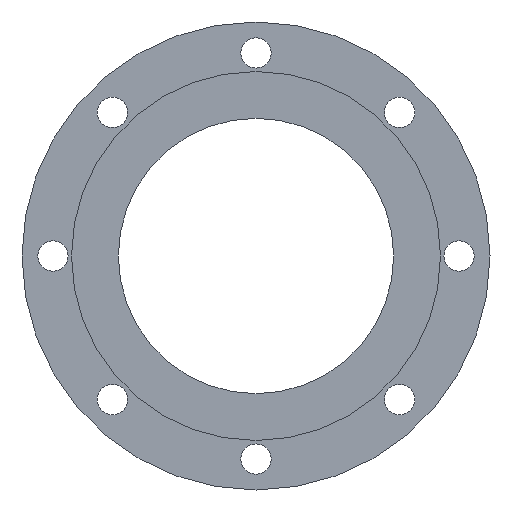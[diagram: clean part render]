
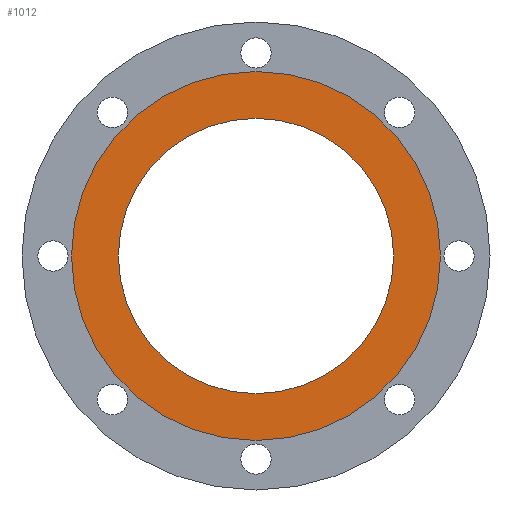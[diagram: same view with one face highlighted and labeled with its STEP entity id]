
A CAD part, front view. The second image highlights one B-rep face of the part: STEP entity #1012.
In plain terms, the highlighted planar face has unit normal (0, -1, 0).
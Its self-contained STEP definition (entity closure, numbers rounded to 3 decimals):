
#57 = VERTEX_POINT ( 'NONE', #879 ) ;
#73 = VERTEX_POINT ( 'NONE', #773 ) ;
#156 = ORIENTED_EDGE ( 'NONE', *, *, #587, .T. ) ;
#186 = DIRECTION ( 'NONE',  ( 0., 0., 1. ) ) ;
#195 = AXIS2_PLACEMENT_3D ( 'NONE', #438, #429, #186 ) ;
#197 = ORIENTED_EDGE ( 'NONE', *, *, #520, .T. ) ;
#299 = CARTESIAN_POINT ( 'NONE',  ( 0., 0., 0. ) ) ;
#316 = PLANE ( 'NONE',  #613 ) ;
#352 = DIRECTION ( 'NONE',  ( 0., 0., 1. ) ) ;
#421 = AXIS2_PLACEMENT_3D ( 'NONE', #1032, #871, #951 ) ;
#429 = DIRECTION ( 'NONE',  ( 0., 1., 0. ) ) ;
#438 = CARTESIAN_POINT ( 'NONE',  ( 0., 0., 0. ) ) ;
#454 = VERTEX_POINT ( 'NONE', #1078 ) ;
#471 = EDGE_CURVE ( 'NONE', #504, #57, #974, .T. ) ;
#504 = VERTEX_POINT ( 'NONE', #648 ) ;
#520 = EDGE_CURVE ( 'NONE', #454, #73, #967, .T. ) ;
#530 = EDGE_LOOP ( 'NONE', ( #736, #889 ) ) ;
#532 = AXIS2_PLACEMENT_3D ( 'NONE', #299, #996, #639 ) ;
#533 = EDGE_CURVE ( 'NONE', #57, #504, #917, .T. ) ;
#536 = CIRCLE ( 'NONE', #1028, 100. ) ;
#587 = EDGE_CURVE ( 'NONE', #73, #454, #536, .T. ) ;
#596 = CARTESIAN_POINT ( 'NONE',  ( 0., 0., 0. ) ) ;
#613 = AXIS2_PLACEMENT_3D ( 'NONE', #929, #743, #655 ) ;
#632 = DIRECTION ( 'NONE',  ( 0., 1., 0. ) ) ;
#639 = DIRECTION ( 'NONE',  ( 0., 0., 1. ) ) ;
#648 = CARTESIAN_POINT ( 'NONE',  ( 0., 0., 134. ) ) ;
#655 = DIRECTION ( 'NONE',  ( 0., 0., -1. ) ) ;
#736 = ORIENTED_EDGE ( 'NONE', *, *, #471, .F. ) ;
#743 = DIRECTION ( 'NONE',  ( 0., -1., 0. ) ) ;
#753 = EDGE_LOOP ( 'NONE', ( #197, #156 ) ) ;
#773 = CARTESIAN_POINT ( 'NONE',  ( 0., 0., -100. ) ) ;
#871 = DIRECTION ( 'NONE',  ( 0., 1., 0. ) ) ;
#879 = CARTESIAN_POINT ( 'NONE',  ( 0., 0., -134. ) ) ;
#889 = ORIENTED_EDGE ( 'NONE', *, *, #533, .F. ) ;
#914 = FACE_OUTER_BOUND ( 'NONE', #530, .T. ) ;
#917 = CIRCLE ( 'NONE', #421, 134. ) ;
#925 = FACE_BOUND ( 'NONE', #753, .T. ) ;
#929 = CARTESIAN_POINT ( 'NONE',  ( 0., 0., 100. ) ) ;
#951 = DIRECTION ( 'NONE',  ( 0., 0., 1. ) ) ;
#967 = CIRCLE ( 'NONE', #195, 100. ) ;
#974 = CIRCLE ( 'NONE', #532, 134. ) ;
#996 = DIRECTION ( 'NONE',  ( 0., 1., 0. ) ) ;
#1012 = ADVANCED_FACE ( 'NONE', ( #925, #914 ), #316, .T. ) ;
#1028 = AXIS2_PLACEMENT_3D ( 'NONE', #596, #632, #352 ) ;
#1032 = CARTESIAN_POINT ( 'NONE',  ( 0., 0., 0. ) ) ;
#1078 = CARTESIAN_POINT ( 'NONE',  ( 0., 0., 100. ) ) ;
